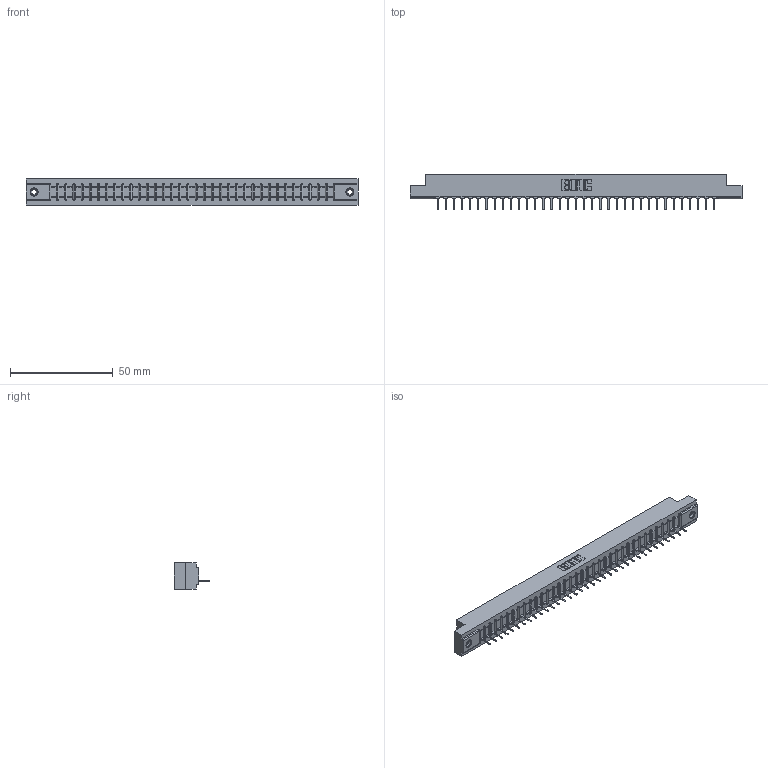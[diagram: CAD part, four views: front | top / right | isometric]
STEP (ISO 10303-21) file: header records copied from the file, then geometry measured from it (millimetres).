
FILE_DESCRIPTION (( 'STEP AP203' ), '1' );
FILE_NAME ('357-035-531-108.STEP', '2018-08-10T03:58:03', ( '' ), ( '' ), 'SwSTEP 2.0', 'SolidWorks 2016', '' );
FILE_SCHEMA (( 'CONFIG_CONTROL_DESIGN' ));
Length unit declared in the file: inch
Products named in the file (4): 307 Part_.156 Dia Mounting Holes; 307-290-001_531; 345-250-001_345-250-003-102; 357-035-531-108
Assembly tree (38 placements, depth 2):
  357-035-531-108
    307 Part_.156 Dia Mounting Holes
    307-290-001_531  x35
    345-250-001_345-250-003-102  x2
Bounding box: 161.7 x 17.42 x 12.7 mm (x, y, z)
Volume: 16675.5 mm3; surface area: 17198.7 mm2
Topology: 38 solids, 38 shells, 2174 faces, 6129 edges, 3934 vertices
Faces by surface type: plane 1397, cylinder 689, sphere 72, cone 12, torus 4
Entity records: 32021 total; most frequent: CARTESIAN_POINT 5371, ORIENTED_EDGE 5350, DIRECTION 5237, EDGE_CURVE 2675, VECTOR 2049, LINE 2049, VERTEX_POINT 1728, AXIS2_PLACEMENT_3D 1594
